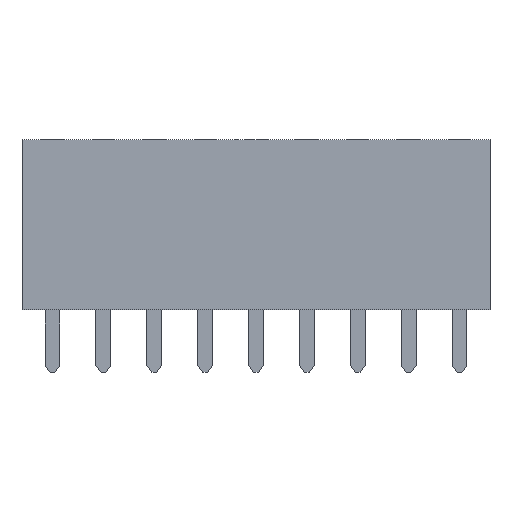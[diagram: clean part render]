
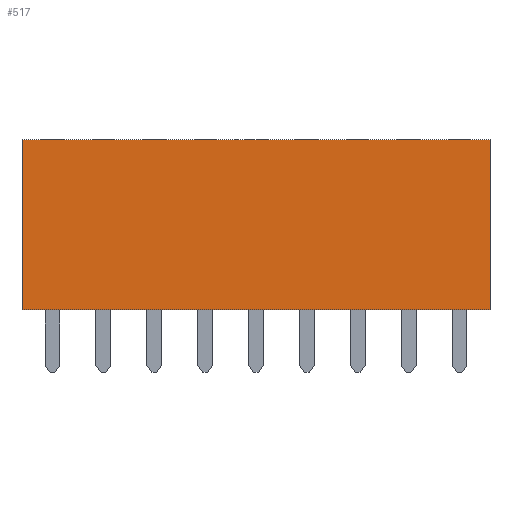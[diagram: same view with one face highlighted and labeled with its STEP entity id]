
A CAD part, front view. The second image highlights one B-rep face of the part: STEP entity #517.
In plain terms, the highlighted planar face has unit normal (0, -1, 0).
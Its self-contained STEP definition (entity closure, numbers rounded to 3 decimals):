
#517 = ADVANCED_FACE( '', ( #999 ), #1000, .T. );
#999 = FACE_OUTER_BOUND( '', #1462, .T. );
#1000 = PLANE( '', #1463 );
#1462 = EDGE_LOOP( '', ( #2646, #2647, #2648, #2649 ) );
#1463 = AXIS2_PLACEMENT_3D( '', #2650, #2651, #2652 );
#2646 = ORIENTED_EDGE( '', *, *, #3185, .T. );
#2647 = ORIENTED_EDGE( '', *, *, #3338, .T. );
#2648 = ORIENTED_EDGE( '', *, *, #3096, .T. );
#2649 = ORIENTED_EDGE( '', *, *, #2973, .T. );
#2650 = CARTESIAN_POINT( '', ( 0., -1.25, 0. ) );
#2651 = DIRECTION( '', ( 0., -1., 0. ) );
#2652 = DIRECTION( '', ( 0., 0., -1. ) );
#2973 = EDGE_CURVE( '', #3569, #3567, #3570, .T. );
#3096 = EDGE_CURVE( '', #3768, #3569, #3769, .T. );
#3185 = EDGE_CURVE( '', #3567, #3900, #3902, .T. );
#3338 = EDGE_CURVE( '', #3900, #3768, #4100, .T. );
#3567 = VERTEX_POINT( '', #4407 );
#3569 = VERTEX_POINT( '', #4410 );
#3570 = LINE( '', #4411, #4412 );
#3768 = VERTEX_POINT( '', #4713 );
#3769 = LINE( '', #4714, #4715 );
#3900 = VERTEX_POINT( '', #4917 );
#3902 = LINE( '', #4920, #4921 );
#4100 = LINE( '', #5228, #5229 );
#4407 = CARTESIAN_POINT( '', ( 11.68, -1.25, 4.25 ) );
#4410 = CARTESIAN_POINT( '', ( 11.68, -1.25, -4.25 ) );
#4411 = CARTESIAN_POINT( '', ( 11.68, -1.25, -4.25 ) );
#4412 = VECTOR( '', #5405, 1000. );
#4713 = CARTESIAN_POINT( '', ( -11.68, -1.25, -4.25 ) );
#4714 = CARTESIAN_POINT( '', ( -11.68, -1.25, -4.25 ) );
#4715 = VECTOR( '', #5508, 1000. );
#4917 = CARTESIAN_POINT( '', ( -11.68, -1.25, 4.25 ) );
#4920 = CARTESIAN_POINT( '', ( 11.68, -1.25, 4.25 ) );
#4921 = VECTOR( '', #5581, 1000. );
#5228 = CARTESIAN_POINT( '', ( -11.68, -1.25, 4.25 ) );
#5229 = VECTOR( '', #5686, 1000. );
#5405 = DIRECTION( '', ( 0., 0., 1. ) );
#5508 = DIRECTION( '', ( 1., 0., 0. ) );
#5581 = DIRECTION( '', ( -1., 0., 0. ) );
#5686 = DIRECTION( '', ( 0., 0., -1. ) );
